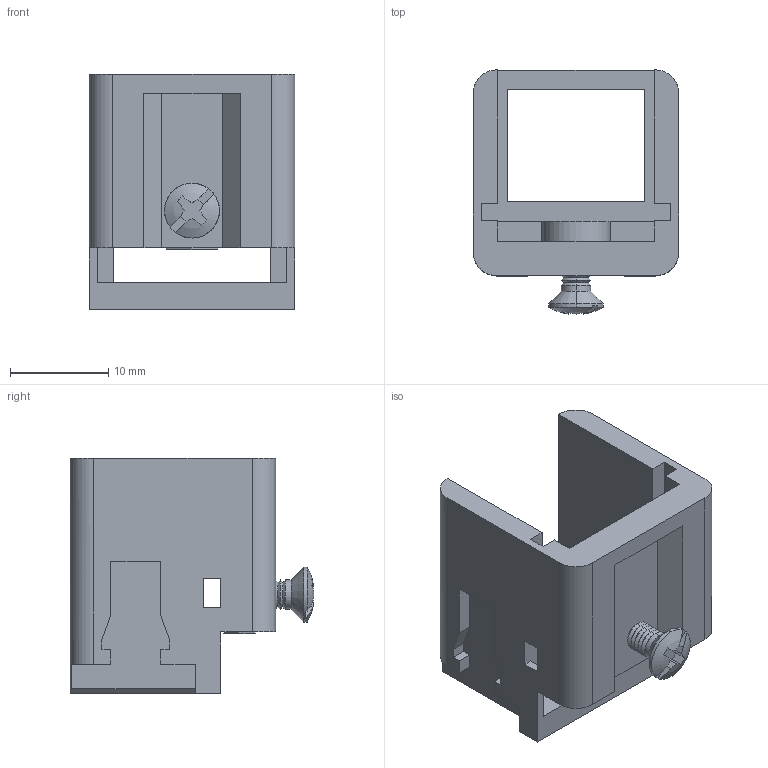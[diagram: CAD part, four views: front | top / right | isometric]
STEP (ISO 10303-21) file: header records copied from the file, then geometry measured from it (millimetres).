
FILE_DESCRIPTION(('Creo Elements/Direct Modeling STEP Export'),'2;1');
FILE_NAME('CJ KF.stp','2012-06-20T15:24:06',(''),(''),'Creo Elements/Direct Modeling STEP processor for AP214 (Solid Model)','Creo Elements/Direct Modeling 17.0D 15-Jul-2011 (C) Parametric Technology GmbH','');
FILE_SCHEMA(('AUTOMOTIVE_DESIGN { 1 0 10303 214 1 1 1 1 }'));
Length unit declared in the file: millimetre
Products named in the file (2): CJ_KF
Assembly tree (1 placements, depth 2):
  CJ_KF
    CJ_KF
Bounding box: 21 x 24.89 x 24 mm (x, y, z)
Volume: 3003.8 mm3; surface area: 3501.9 mm2
Topology: 1 solids, 1 shells, 183 faces, 502 edges, 324 vertices
Faces by surface type: plane 129, cylinder 28, cone 24, sphere 2
Entity records: 7079 total; most frequent: ORIENTED_EDGE 1004, CARTESIAN_POINT 972, DIRECTION 903, EDGE_CURVE 502, VECTOR 393, LINE 393, VERTEX_POINT 324, AXIS2_PLACEMENT_3D 255
